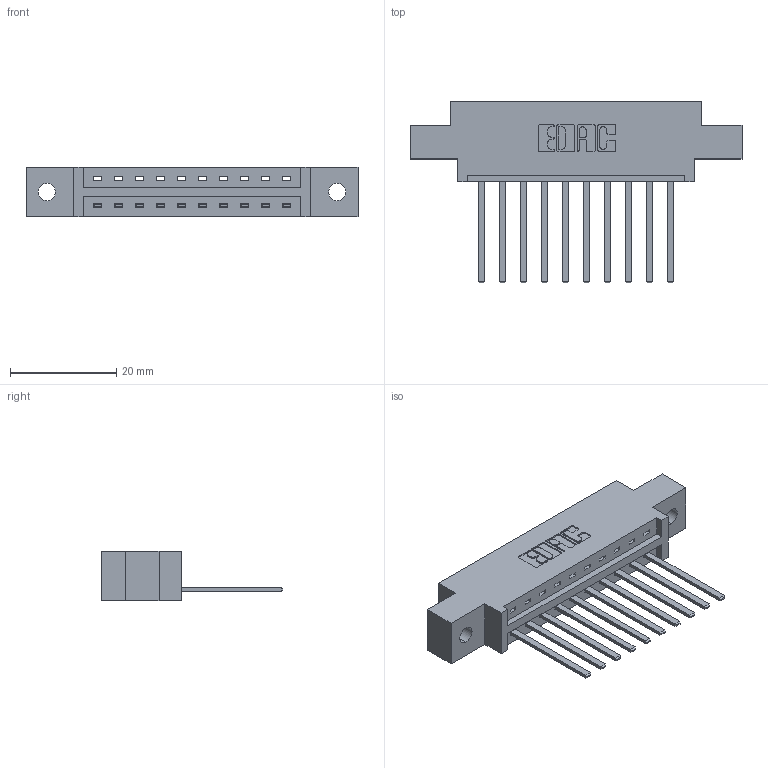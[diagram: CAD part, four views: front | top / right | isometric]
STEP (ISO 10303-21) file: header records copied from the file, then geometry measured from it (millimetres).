
FILE_DESCRIPTION (( 'STEP AP203' ), '1' );
FILE_NAME ('337-010-544-602.STEP', '2019-09-27T21:54:37', ( '' ), ( '' ), 'SwSTEP 2.0', 'SolidWorks 2016', '' );
FILE_SCHEMA (( 'CONFIG_CONTROL_DESIGN' ));
Length unit declared in the file: inch
Products named in the file (3): 337-010-544-602; 337 Part_0.170 Offset - 0.128 Dia; 345-292-001_345-293-144
Assembly tree (11 placements, depth 2):
  337-010-544-602
    337 Part_0.170 Offset - 0.128 Dia
    345-292-001_345-293-144  x10
Bounding box: 62.64 x 34.3 x 9.4 mm (x, y, z)
Volume: 6071.2 mm3; surface area: 6303.6 mm2
Topology: 11 solids, 11 shells, 678 faces, 2023 edges, 1334 vertices
Faces by surface type: plane 494, cylinder 184
Entity records: 11523 total; most frequent: CARTESIAN_POINT 2012, ORIENTED_EDGE 1958, DIRECTION 1755, EDGE_CURVE 979, LINE 855, VECTOR 855, VERTEX_POINT 650, AXIS2_PLACEMENT_3D 450
